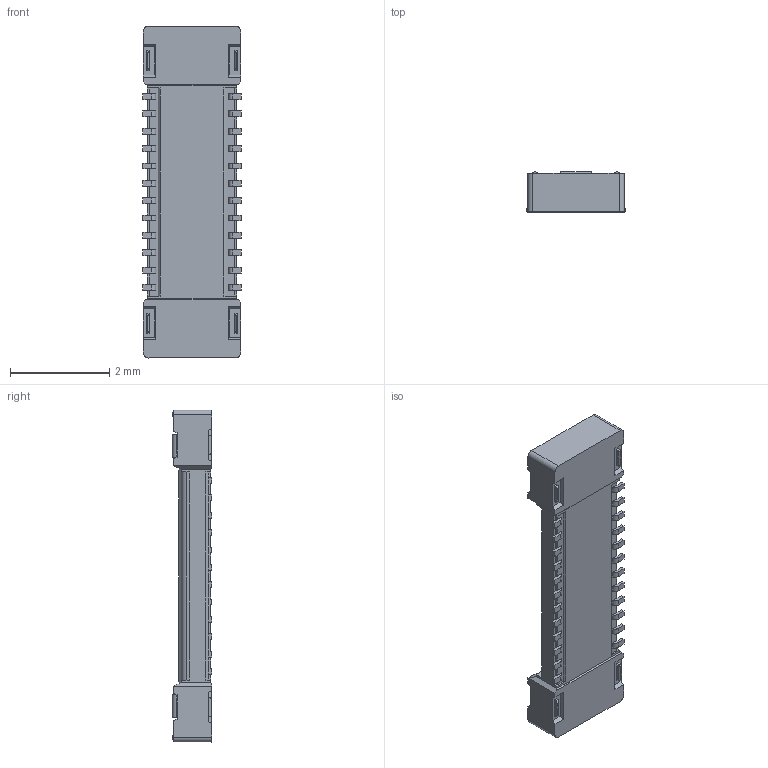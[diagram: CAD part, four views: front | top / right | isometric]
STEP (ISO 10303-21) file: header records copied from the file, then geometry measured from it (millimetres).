
FILE_DESCRIPTION(('Creo Elements/Direct Modeling STEP Export'),'2;1');
FILE_NAME('STEP_BM23PF0.8-24DS-0.35V.stp','2017-01-06T11:01:27',(''),(''),'Creo Elements/Direct Modeling STEP processor for AP214 (Solid Model)','Creo Elements/Direct Modeling 17.0C 05-Feb-2011 (C) Parametric Technology GmbH','');
FILE_SCHEMA(('AUTOMOTIVE_DESIGN { 1 0 10303 214 1 1 1 1 }'));
Length unit declared in the file: millimetre
Products named in the file (2): BM23PF0_8-24DS-0_35V
Assembly tree (1 placements, depth 2):
  BM23PF0_8-24DS-0_35V
    BM23PF0_8-24DS-0_35V
Bounding box: 1.98 x 0.8 x 6.7 mm (x, y, z)
Volume: 5.9 mm3; surface area: 52.6 mm2
Topology: 1 solids, 1 shells, 910 faces, 2859 edges, 1936 vertices
Faces by surface type: plane 671, cylinder 187, cone 52
Entity records: 39248 total; most frequent: CARTESIAN_POINT 6135, ORIENTED_EDGE 5718, DIRECTION 5036, EDGE_CURVE 2859, VECTOR 2342, LINE 2342, VERTEX_POINT 1936, AXIS2_PLACEMENT_3D 1347
